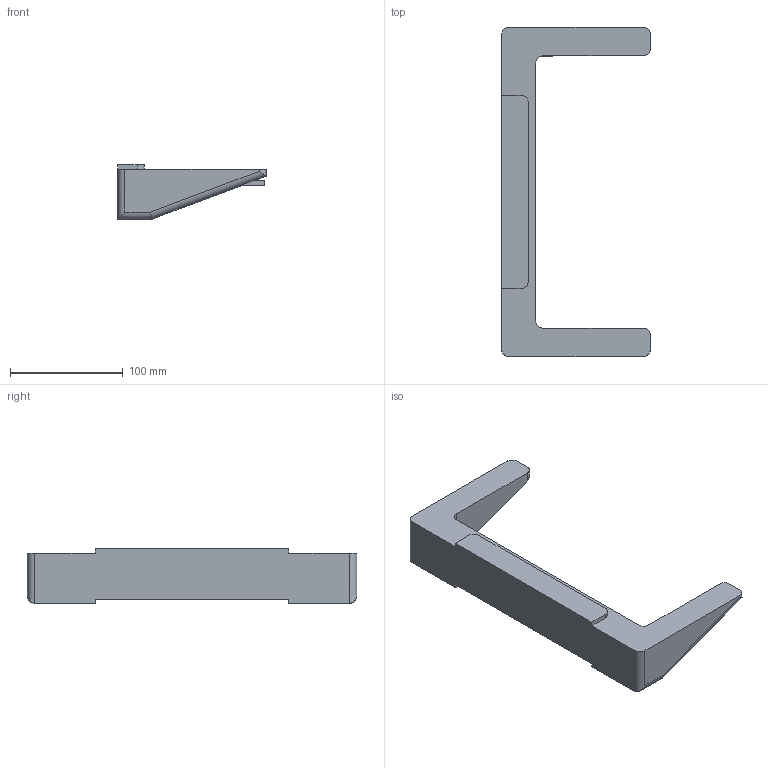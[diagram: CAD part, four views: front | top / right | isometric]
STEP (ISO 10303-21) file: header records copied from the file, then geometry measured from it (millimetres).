
FILE_DESCRIPTION(/* description */ ('STEP AP242','CAx-IF Rec.Pracs.---Representation and Presentation of Product Manufacturing Information (PMI)---4.0---2014-10-13','CAx-IF Rec.Pracs.---3D Tessellated Geometry---0.4---2014-09-14','2;1'),/* implementation_level */ '2;1');
FILE_NAME(/* name */ '66fb0fdaf7430100090510b1',/* time_stamp */ '2024-09-30T20:53:46Z',/* author */ (''),/* organization */ (''),/* preprocessor_version */ 'ST-DEVELOPER v20',/* originating_system */ ' ',/* authorisation */ ' ');
FILE_SCHEMA (('AP242_MANAGED_MODEL_BASED_3D_ENGINEERING_MIM_LF { 1 0 10303 442 1 1 4 }'));
Length unit declared in the file: metre
Products named in the file (2): Left
Assembly tree (1 placements, depth 2):
  Left
    Left
Bounding box: 131.76 x 292.1 x 48.26 mm (x, y, z)
Volume: 437199.5 mm3; surface area: 78248.4 mm2
Topology: 1 solids, 1 shells, 73 faces, 199 edges, 130 vertices
Faces by surface type: plane 55, cylinder 18
Entity records: 2336 total; most frequent: CARTESIAN_POINT 420, ORIENTED_EDGE 398, DIRECTION 381, EDGE_CURVE 199, LINE 163, VECTOR 163, VERTEX_POINT 130, AXIS2_PLACEMENT_3D 109
